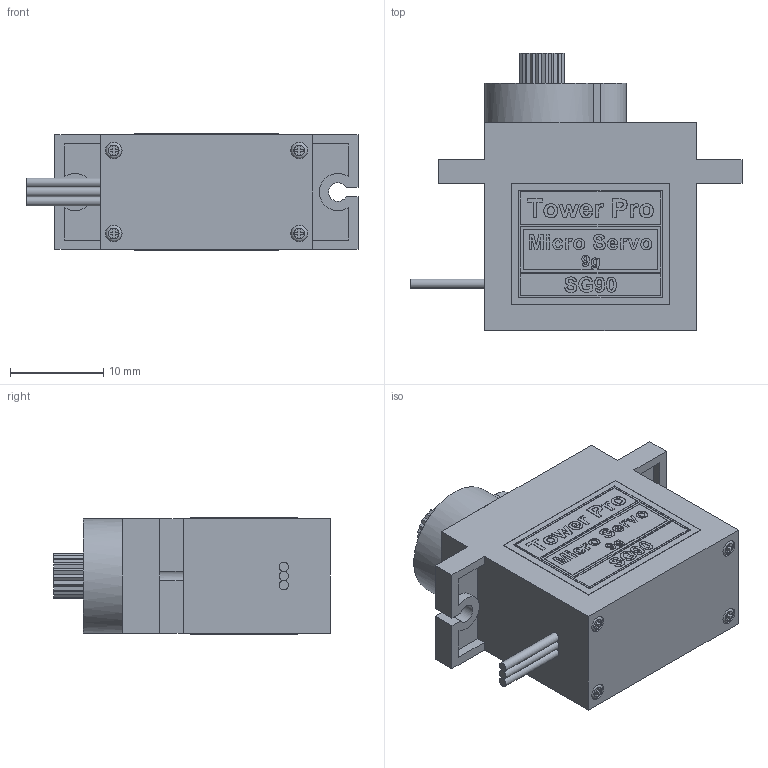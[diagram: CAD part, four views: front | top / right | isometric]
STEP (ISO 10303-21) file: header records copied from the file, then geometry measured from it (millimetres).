
FILE_DESCRIPTION(/* description */ (''),/* implementation_level */ '2;1');
FILE_NAME(/* name */ 'SG90.step',/* time_stamp */ '2023-04-12T11:15:36+03:00',/* author */ (''),/* organization */ (''),/* preprocessor_version */ 'ST-DEVELOPER v19.2',/* originating_system */ 'Autodesk Translation Framework v12.4.0.73',/* authorisation */ '');
FILE_SCHEMA (('AUTOMOTIVE_DESIGN { 1 0 10303 214 3 1 1 }'));
Length unit declared in the file: millimetre
Products named in the file (1): SG90
Bounding box: 35.6 x 29.7 x 12.5 mm (x, y, z)
Volume: 7095.4 mm3; surface area: 3925.7 mm2
Topology: 11 solids, 11 shells, 1201 faces, 3264 edges, 2175 vertices
Faces by surface type: bspline 656, plane 499, cylinder 42, torus 4
Full cylindrical faces by diameter (mm): 1 x1, 1.6 x1, 1.75 x4, 1.8 x4, 5 x1
Entity records: 38567 total; most frequent: CARTESIAN_POINT 12545, ORIENTED_EDGE 6528, EDGE_CURVE 3264, DIRECTION 3143, VERTEX_POINT 2175, LINE 1853, VECTOR 1853, B_SPLINE_CURVE_WITH_KNOTS 1312
